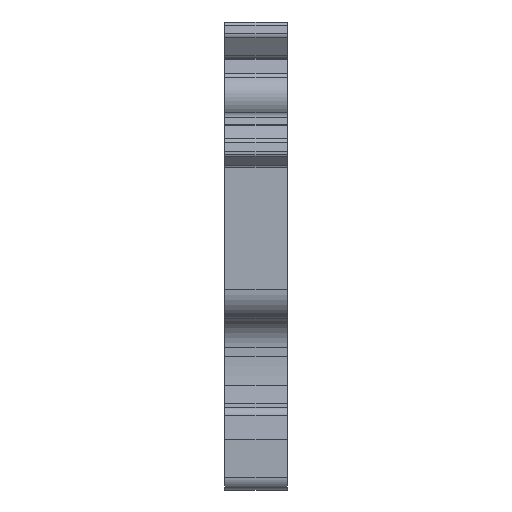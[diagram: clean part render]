
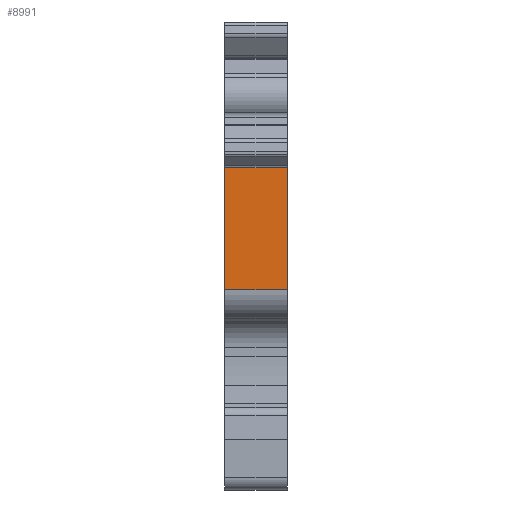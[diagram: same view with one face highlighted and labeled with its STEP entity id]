
A CAD part, left-side view. The second image highlights one B-rep face of the part: STEP entity #8991.
In plain terms, the highlighted planar face has unit normal (-1, 0, 0).
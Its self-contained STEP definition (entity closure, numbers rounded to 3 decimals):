
#1048=ORIENTED_EDGE('',*,*,#2953,.T.);
#1049=ORIENTED_EDGE('',*,*,#2954,.F.);
#1050=ORIENTED_EDGE('',*,*,#2955,.F.);
#1051=ORIENTED_EDGE('',*,*,#2951,.T.);
#2951=EDGE_CURVE('',#3848,#3847,#4475,.T.);
#2953=EDGE_CURVE('',#3847,#3849,#4476,.T.);
#2954=EDGE_CURVE('',#3850,#3849,#4477,.T.);
#2955=EDGE_CURVE('',#3848,#3850,#4478,.T.);
#3847=VERTEX_POINT('',#12785);
#3848=VERTEX_POINT('',#12787);
#3849=VERTEX_POINT('',#12791);
#3850=VERTEX_POINT('',#12793);
#4475=LINE('',#12786,#5182);
#4476=LINE('',#12790,#5183);
#4477=LINE('',#12792,#5184);
#4478=LINE('',#12794,#5185);
#5182=VECTOR('',#10719,1000.);
#5183=VECTOR('',#10724,1000.);
#5184=VECTOR('',#10725,1000.);
#5185=VECTOR('',#10726,1000.);
#5709=EDGE_LOOP('',(#1048,#1049,#1050,#1051));
#6058=FACE_BOUND('',#5709,.T.);
#6345=PLANE('',#9496);
#8991=ADVANCED_FACE('',(#6058),#6345,.F.);
#9496=AXIS2_PLACEMENT_3D('',#12789,#10722,#10723);
#10719=DIRECTION('',(0.,-1.,0.));
#10722=DIRECTION('',(1.,0.,0.));
#10723=DIRECTION('',(0.,0.,-1.));
#10724=DIRECTION('',(0.,0.,1.));
#10725=DIRECTION('',(0.,-1.,0.));
#10726=DIRECTION('',(0.,0.,1.));
#12785=CARTESIAN_POINT('',(-40.75,0.,8.734));
#12786=CARTESIAN_POINT('',(-40.75,5.,8.734));
#12787=CARTESIAN_POINT('',(-40.75,5.,8.734));
#12789=CARTESIAN_POINT('',(-40.75,5.,8.734));
#12790=CARTESIAN_POINT('',(-40.75,0.,8.734));
#12791=CARTESIAN_POINT('',(-40.75,0.,18.488));
#12792=CARTESIAN_POINT('',(-40.75,5.,18.488));
#12793=CARTESIAN_POINT('',(-40.75,5.,18.488));
#12794=CARTESIAN_POINT('',(-40.75,5.,8.734));
